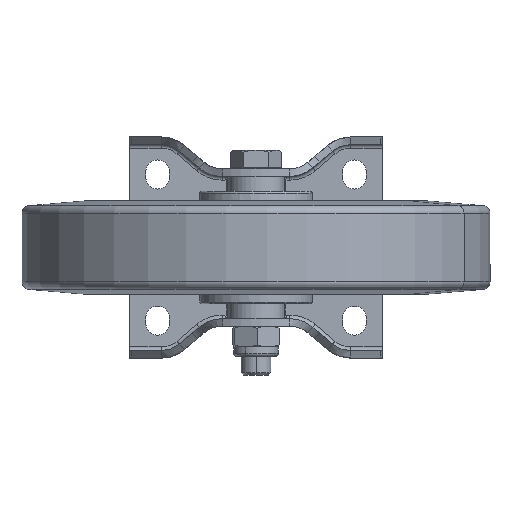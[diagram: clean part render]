
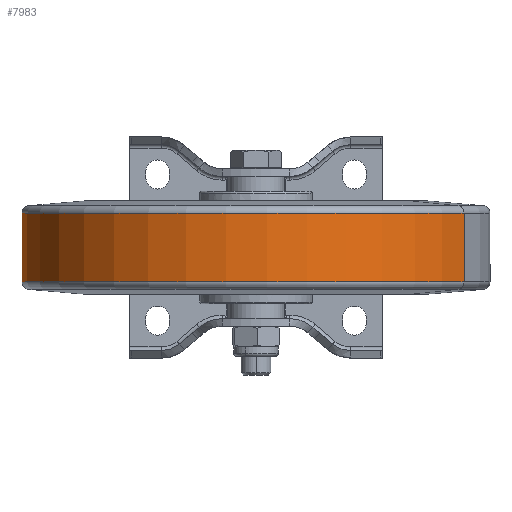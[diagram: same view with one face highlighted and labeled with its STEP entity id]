
A CAD part, front view. The second image highlights one B-rep face of the part: STEP entity #7983.
In plain terms, the highlighted cylindrical face has radius 125 mm (diameter 250 mm), a partial arc.
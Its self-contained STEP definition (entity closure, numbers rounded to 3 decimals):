
#124 = DIRECTION ( 'NONE',  ( 0.888, -0.459, 0. ) ) ;
#1937 = EDGE_LOOP ( 'NONE', ( #11463, #3699, #14230, #2384 ) ) ;
#2384 = ORIENTED_EDGE ( 'NONE', *, *, #9798, .T. ) ;
#2401 = DIRECTION ( 'NONE',  ( 0.888, -0.459, 0. ) ) ;
#2529 = CYLINDRICAL_SURFACE ( 'NONE', #23574, 125. ) ;
#2935 = CARTESIAN_POINT ( 'NONE',  ( 111.038, -232.408, -12.546 ) ) ;
#3699 = ORIENTED_EDGE ( 'NONE', *, *, #7039, .T. ) ;
#3767 = CIRCLE ( 'NONE', #24026, 125. ) ;
#5980 = AXIS2_PLACEMENT_3D ( 'NONE', #8766, #11077, #124 ) ;
#7039 = EDGE_CURVE ( 'NONE', #21162, #26695, #25952, .T. ) ;
#7824 = CARTESIAN_POINT ( 'NONE',  ( -111.038, -117.592, 18.328 ) ) ;
#7983 = ADVANCED_FACE ( 'NONE', ( #27872 ), #2529, .T. ) ;
#8766 = CARTESIAN_POINT ( 'NONE',  ( 0., -175., 18.328 ) ) ;
#8922 = CARTESIAN_POINT ( 'NONE',  ( 0., -175., -18.328 ) ) ;
#8969 = CARTESIAN_POINT ( 'NONE',  ( -111.038, -117.592, -12.546 ) ) ;
#9798 = EDGE_CURVE ( 'NONE', #10005, #26474, #3767, .T. ) ;
#10005 = VERTEX_POINT ( 'NONE', #27077 ) ;
#11077 = DIRECTION ( 'NONE',  ( 0., 0., -1. ) ) ;
#11463 = ORIENTED_EDGE ( 'NONE', *, *, #22885, .F. ) ;
#11467 = LINE ( 'NONE', #2935, #26832 ) ;
#14161 = DIRECTION ( 'NONE',  ( 0., 0., -1. ) ) ;
#14230 = ORIENTED_EDGE ( 'NONE', *, *, #23872, .T. ) ;
#18070 = DIRECTION ( 'NONE',  ( 0., 0., -1. ) ) ;
#18214 = VECTOR ( 'NONE', #21997, 1000. ) ;
#18571 = LINE ( 'NONE', #8969, #18214 ) ;
#20031 = DIRECTION ( 'NONE',  ( 0., 0., 1. ) ) ;
#21162 = VERTEX_POINT ( 'NONE', #23862 ) ;
#21997 = DIRECTION ( 'NONE',  ( 0., 0., -1. ) ) ;
#22885 = EDGE_CURVE ( 'NONE', #21162, #26474, #11467, .T. ) ;
#23574 = AXIS2_PLACEMENT_3D ( 'NONE', #24542, #14161, #24826 ) ;
#23862 = CARTESIAN_POINT ( 'NONE',  ( 111.038, -232.408, 18.328 ) ) ;
#23872 = EDGE_CURVE ( 'NONE', #26695, #10005, #18571, .T. ) ;
#24026 = AXIS2_PLACEMENT_3D ( 'NONE', #8922, #20031, #2401 ) ;
#24542 = CARTESIAN_POINT ( 'NONE',  ( 0., -175., -12.546 ) ) ;
#24826 = DIRECTION ( 'NONE',  ( -0.888, 0.459, 0. ) ) ;
#25952 = CIRCLE ( 'NONE', #5980, 125. ) ;
#26474 = VERTEX_POINT ( 'NONE', #26972 ) ;
#26695 = VERTEX_POINT ( 'NONE', #7824 ) ;
#26832 = VECTOR ( 'NONE', #18070, 1000. ) ;
#26972 = CARTESIAN_POINT ( 'NONE',  ( 111.038, -232.408, -18.328 ) ) ;
#27077 = CARTESIAN_POINT ( 'NONE',  ( -111.038, -117.592, -18.328 ) ) ;
#27872 = FACE_OUTER_BOUND ( 'NONE', #1937, .T. ) ;
